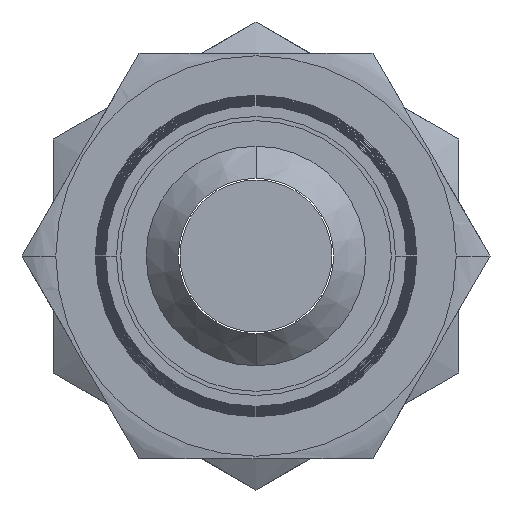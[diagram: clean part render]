
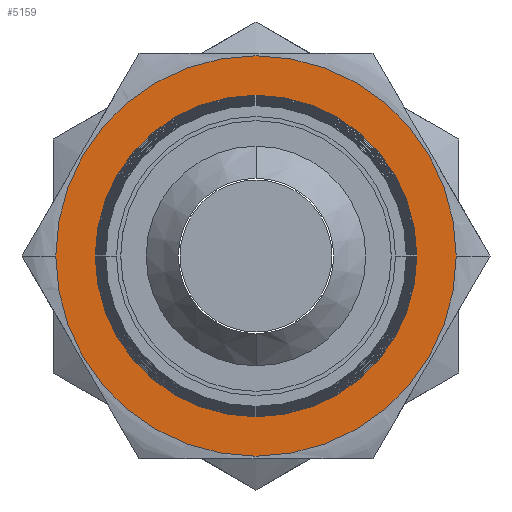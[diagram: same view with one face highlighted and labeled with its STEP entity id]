
A CAD part, front view. The second image highlights one B-rep face of the part: STEP entity #5159.
In plain terms, the highlighted planar face has unit normal (0, -1, 0).
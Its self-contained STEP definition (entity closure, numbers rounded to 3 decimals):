
#3208=CARTESIAN_POINT('',(0.,22.,0.));
#3209=DIRECTION('',(0.,1.,0.));
#3210=DIRECTION('',(1.,0.,0.));
#3211=AXIS2_PLACEMENT_3D('',#3208,#3209,#3210);
#3213=CARTESIAN_POINT('',(0.,22.,0.));
#3214=DIRECTION('',(0.,-1.,0.));
#3215=DIRECTION('',(1.,0.,0.));
#3216=AXIS2_PLACEMENT_3D('',#3213,#3214,#3215);
#3218=CARTESIAN_POINT('',(0.,22.,0.));
#3219=DIRECTION('',(0.,-1.,0.));
#3220=DIRECTION('',(1.,0.,0.));
#3221=AXIS2_PLACEMENT_3D('',#3218,#3219,#3220);
#3223=CARTESIAN_POINT('',(0.,22.,0.));
#3224=DIRECTION('',(0.,-1.,0.));
#3225=DIRECTION('',(-1.,0.,0.));
#3226=AXIS2_PLACEMENT_3D('',#3223,#3224,#3225);
#4138=CARTESIAN_POINT('',(9.522,22.,0.));
#4139=CARTESIAN_POINT('',(-9.522,22.,0.));
#4140=VERTEX_POINT('',#4138);
#4141=VERTEX_POINT('',#4139);
#4152=CARTESIAN_POINT('',(11.856,22.,0.));
#4154=VERTEX_POINT('',#4152);
#4156=CARTESIAN_POINT('',(-11.856,22.,0.));
#4158=VERTEX_POINT('',#4156);
#5144=CARTESIAN_POINT('',(0.,22.,0.));
#5145=DIRECTION('',(0.,-1.,0.));
#5146=DIRECTION('',(-1.,0.,0.));
#5147=AXIS2_PLACEMENT_3D('',#5144,#5145,#5146);
#5148=PLANE('',#5147);
#5150=ORIENTED_EDGE('',*,*,#5149,.F.);
#5152=ORIENTED_EDGE('',*,*,#5151,.F.);
#5153=EDGE_LOOP('',(#5150,#5152));
#5154=FACE_OUTER_BOUND('',#5153,.F.);
#5155=ORIENTED_EDGE('',*,*,#4845,.F.);
#5156=ORIENTED_EDGE('',*,*,#4467,.T.);
#5157=EDGE_LOOP('',(#5155,#5156));
#5158=FACE_BOUND('',#5157,.F.);
#5159=ADVANCED_FACE('',(#5154,#5158),#5148,.T.);
#3212=CIRCLE('',#3211,9.522);
#3217=CIRCLE('',#3216,9.522);
#3222=CIRCLE('',#3221,11.856);
#3227=CIRCLE('',#3226,11.856);
#4467=EDGE_CURVE('',#4140,#4141,#3217,.T.);
#4845=EDGE_CURVE('',#4140,#4141,#3212,.T.);
#5149=EDGE_CURVE('',#4154,#4158,#3222,.T.);
#5151=EDGE_CURVE('',#4158,#4154,#3227,.T.);
